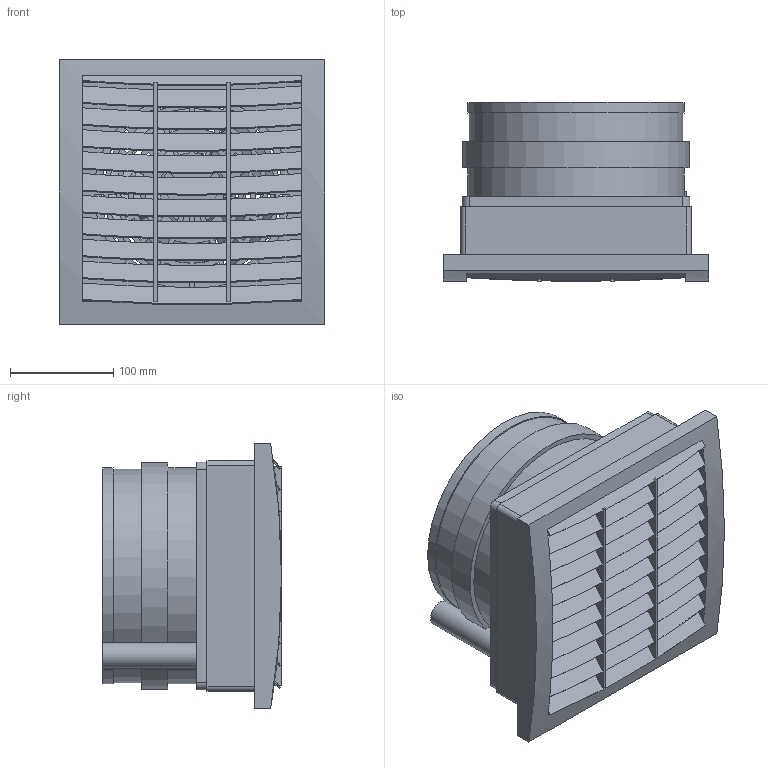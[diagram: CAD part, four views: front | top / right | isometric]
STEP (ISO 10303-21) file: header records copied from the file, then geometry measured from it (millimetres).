
FILE_DESCRIPTION (( 'STEP AP214' ), '1' );
FILE_NAME ('018830-40.STEP', '2019-08-05T11:05:52', ( '' ), ( '' ), 'SwSTEP 2.0', 'SolidWorks 2018', '' );
FILE_SCHEMA (( 'AUTOMOTIVE_DESIGN' ));
Length unit declared in the file: inch
Products named in the file (1): 018830-40
Bounding box: 257 x 173 x 257 mm (x, y, z)
Volume: 2540359.1 mm3; surface area: 592564.9 mm2
Topology: 1 solids, 1 shells, 808 faces, 2437 edges, 1596 vertices
Faces by surface type: plane 462, cylinder 346
Full cylindrical faces by diameter (mm): 25 x1, 61.6 x1, 176 x1, 206.91 x1
Entity records: 28076 total; most frequent: CARTESIAN_POINT 4887, ORIENTED_EDGE 4854, DIRECTION 4810, EDGE_CURVE 2427, VECTOR 1622, LINE 1622, AXIS2_PLACEMENT_3D 1594, VERTEX_POINT 1591
